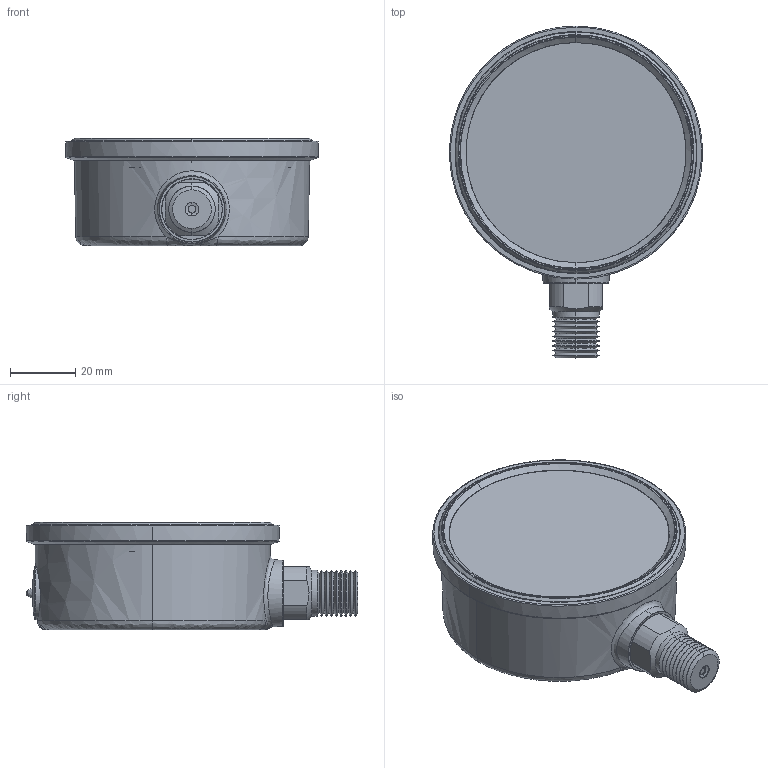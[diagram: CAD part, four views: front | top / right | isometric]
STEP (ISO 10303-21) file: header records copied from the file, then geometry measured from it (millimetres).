
FILE_DESCRIPTION(('FreeCAD Model'),'2;1');
FILE_NAME('Open CASCADE Shape Model','2025-05-05T08:31:55',('FreeCAD'),( 'FreeCAD'),'Open CASCADE STEP processor 7.6','FreeCAD','Unknown');
FILE_SCHEMA(('AUTOMOTIVE_DESIGN { 1 0 10303 214 1 1 1 1 }'));
Products named in the file (1): Open CASCADE STEP translator 7.6 1
Bounding box: 77.3 x 101.5 x 32.95 mm (x, y, z)
Volume: 48878.5 mm3; surface area: 40272.3 mm2
Topology: 2 solids, 3 shells, 967 faces, 2456 edges, 1591 vertices
Faces by surface type: bspline 967
Entity records: 50149 total; most frequent: CARTESIAN_POINT 35387, ORIENTED_EDGE 4912, EDGE_CURVE 2456, B_SPLINE_CURVE_WITH_KNOTS 1992, VERTEX_POINT 1591, FACE_BOUND 1063, EDGE_LOOP 1063, ADVANCED_FACE 967
